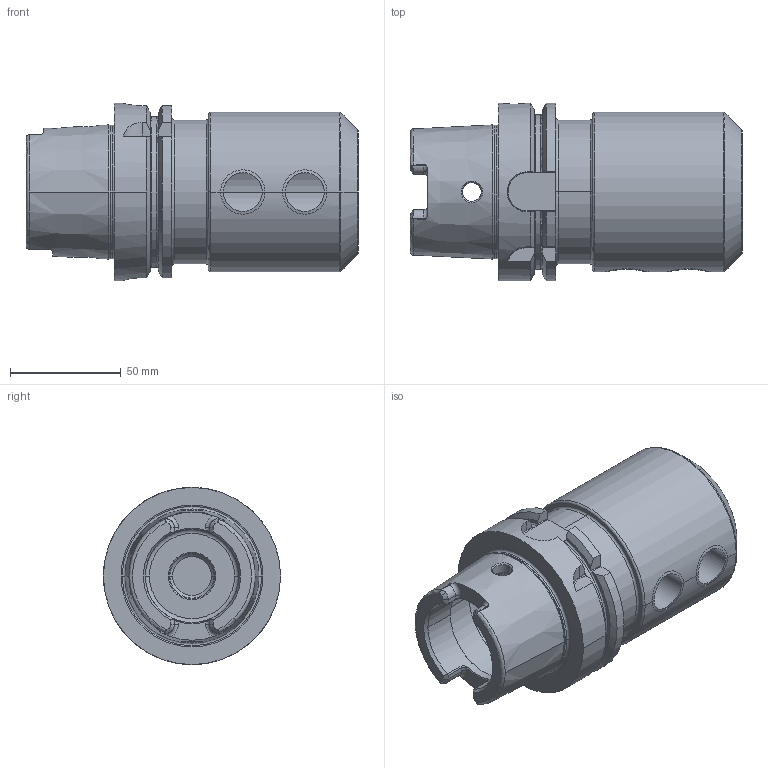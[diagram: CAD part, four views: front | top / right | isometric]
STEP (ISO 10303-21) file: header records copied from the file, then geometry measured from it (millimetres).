
FILE_DESCRIPTION((''),'2;1');
FILE_NAME('A80-000-32','2011-08-31T',('mei'),(''),'PRO/ENGINEER BY PARAMETRIC TECHNOLOGY CORPORATION, 2010430','PRO/ENGINEER BY PARAMETRIC TECHNOLOGY CORPORATION, 2010430','');
FILE_SCHEMA(('CONFIG_CONTROL_DESIGN'));
Length unit declared in the file: millimetre
Products named in the file (1): A80-000-32
Bounding box: 149.9 x 80 x 80 mm (x, y, z)
Volume: 398872.6 mm3; surface area: 62825.7 mm2
Topology: 1 solids, 4 shells, 201 faces, 511 edges, 311 vertices
Faces by surface type: plane 64, cylinder 59, torus 36, cone 32, bspline 8, extrusion 2
Entity records: 7792 total; most frequent: CARTESIAN_POINT 3047, ORIENTED_EDGE 1010, DIRECTION 950, EDGE_CURVE 511, AXIS2_PLACEMENT_3D 372, VERTEX_POINT 311, EDGE_LOOP 208, VECTOR 206
